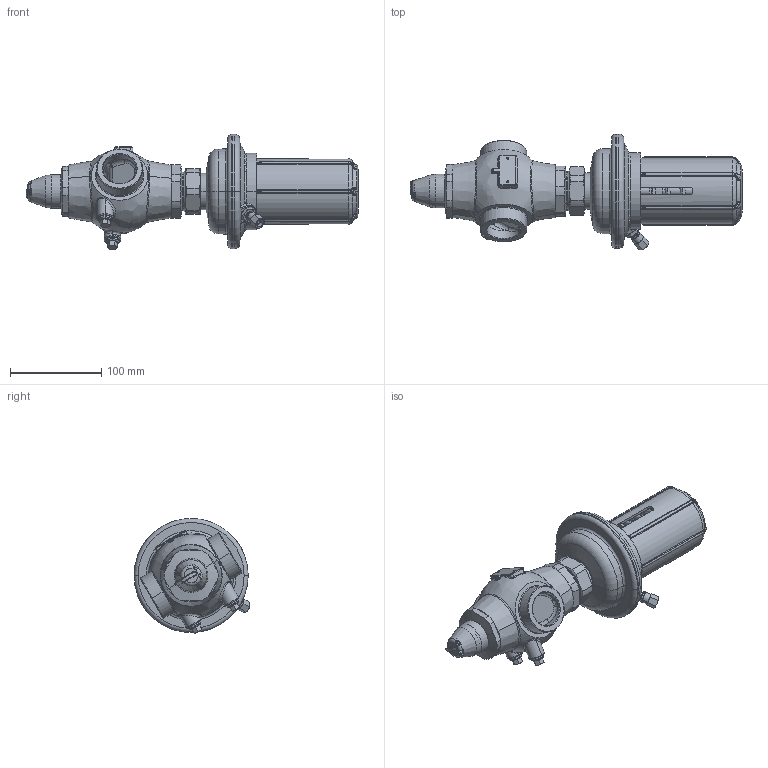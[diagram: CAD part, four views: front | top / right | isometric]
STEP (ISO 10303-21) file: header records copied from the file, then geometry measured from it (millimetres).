
FILE_DESCRIPTION((''),'2;1');
FILE_NAME('003H6449','2015-03-06T',('u317927'),('Danfoss'),'PRO/ENGINEER BY PARAMETRIC TECHNOLOGY CORPORATION, 2014000','PRO/ENGINEER BY PARAMETRIC TECHNOLOGY CORPORATION, 2014000','');
FILE_SCHEMA(('CONFIG_CONTROL_DESIGN'));
Products named in the file (1): 003H6449
Bounding box: 363.87 x 127.06 x 126.31 mm (x, y, z)
Volume: 703207.2 mm3; surface area: 267207.1 mm2
Topology: 2 solids, 2 shells, 1422 faces, 3320 edges, 1957 vertices
Faces by surface type: cylinder 351, plane 342, bspline 278, cone 221, torus 216, sphere 14
Entity records: 59829 total; most frequent: CARTESIAN_POINT 29138, ORIENTED_EDGE 6624, DIRECTION 6239, EDGE_CURVE 3312, AXIS2_PLACEMENT_3D 2671, VERTEX_POINT 1957, EDGE_LOOP 1527, CIRCLE 1527
